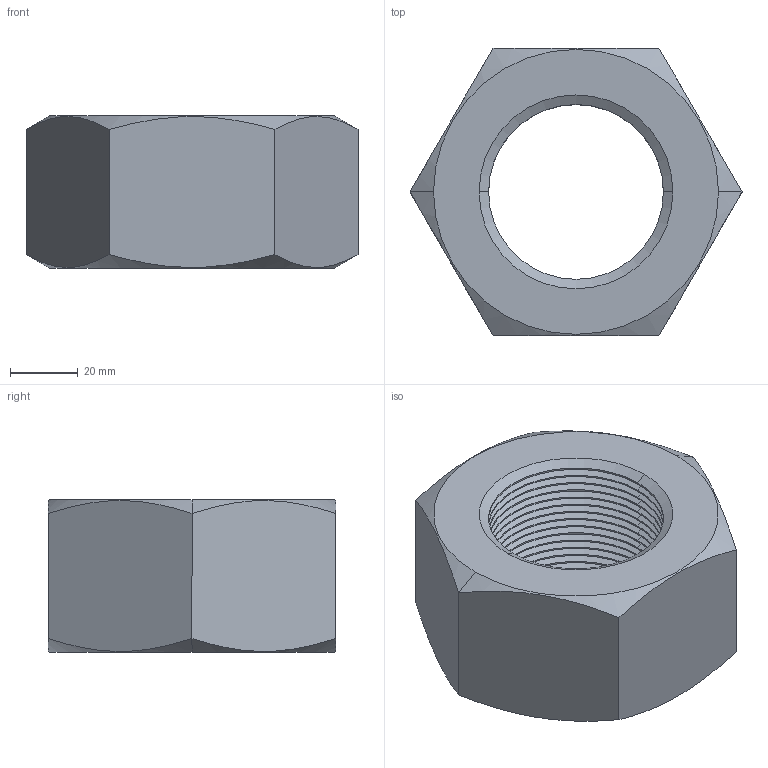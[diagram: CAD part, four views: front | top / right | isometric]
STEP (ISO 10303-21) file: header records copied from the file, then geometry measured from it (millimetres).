
FILE_DESCRIPTION (( 'STEP AP214' ), '1' );
FILE_NAME ('M56-B.STEP', '2021-10-17T16:51:07', ( 'China' ), ( 'Home' ), 'SwSTEP 2.0', 'SolidWorks 2018', '' );
FILE_SCHEMA (( 'AUTOMOTIVE_DESIGN' ));
Length unit declared in the file: millimetre
Products named in the file (1): M56-B
Bounding box: 98.15 x 85 x 45 mm (x, y, z)
Volume: 179481.2 mm3; surface area: 33782.8 mm2
Topology: 1 solids, 1 shells, 112 faces, 228 edges, 118 vertices
Faces by surface type: cone 72, cylinder 32, plane 8
Entity records: 3028 total; most frequent: CARTESIAN_POINT 631, DIRECTION 548, ORIENTED_EDGE 456, EDGE_CURVE 228, AXIS2_PLACEMENT_3D 219, VERTEX_POINT 118, EDGE_LOOP 114, ADVANCED_FACE 112
